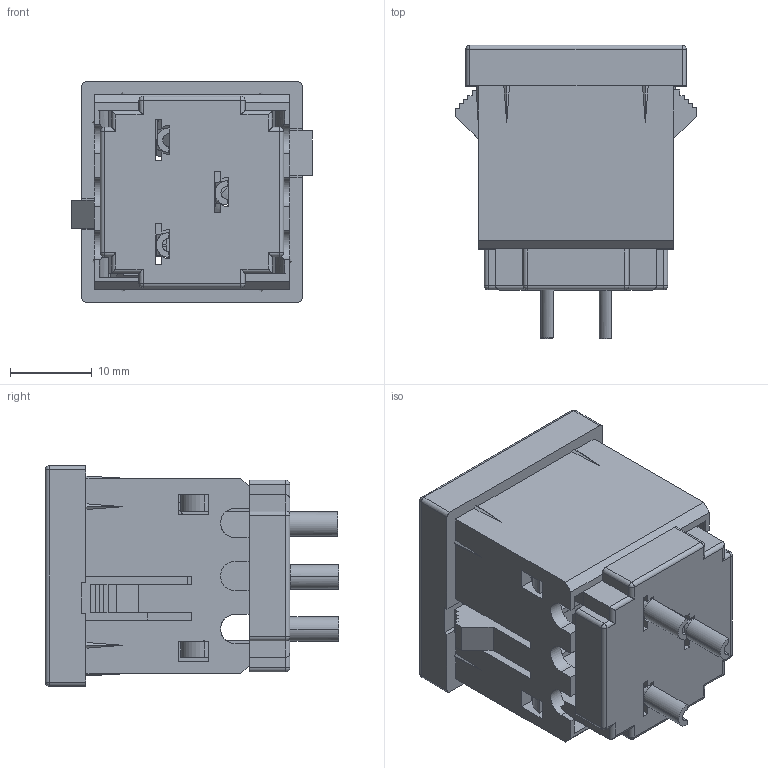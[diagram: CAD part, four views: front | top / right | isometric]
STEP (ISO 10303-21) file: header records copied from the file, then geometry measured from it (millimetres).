
FILE_DESCRIPTION (( 'STEP AP214' ), '1' );
FILE_NAME ('RF-6005.STEP', '2013-04-18T06:26:27', ( 'USER' ), ( 'NONE' ), 'SwSTEP 2.0', 'SolidWorks 2010', '' );
FILE_SCHEMA (( 'AUTOMOTIVE_DESIGN' ));
Length unit declared in the file: millimetre
Products named in the file (1): RF-6005
Bounding box: 29.5 x 36 x 27 mm (x, y, z)
Surface area: 9128 mm2 (no closed solid volume)
Topology: 0 solids, 18 shells, 349 faces, 1213 edges, 846 vertices
Faces by surface type: plane 245, cylinder 79, sphere 12, bspline 12, cone 1
Entity records: 17187 total; most frequent: CARTESIAN_POINT 3209, ORIENTED_EDGE 1991, DIRECTION 1961, EDGE_CURVE 1201, VECTOR 997, LINE 997, VERTEX_POINT 846, AXIS2_PLACEMENT_3D 482
